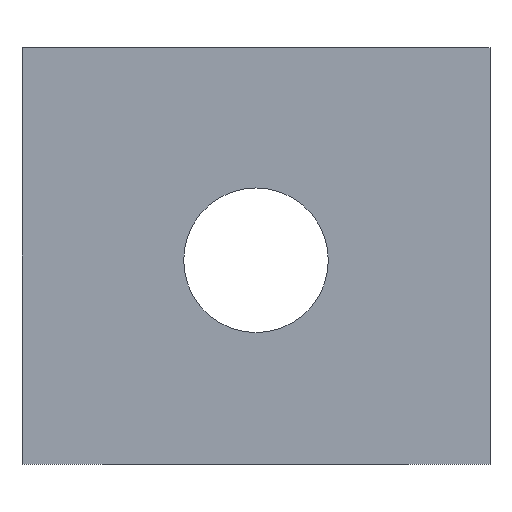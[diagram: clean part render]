
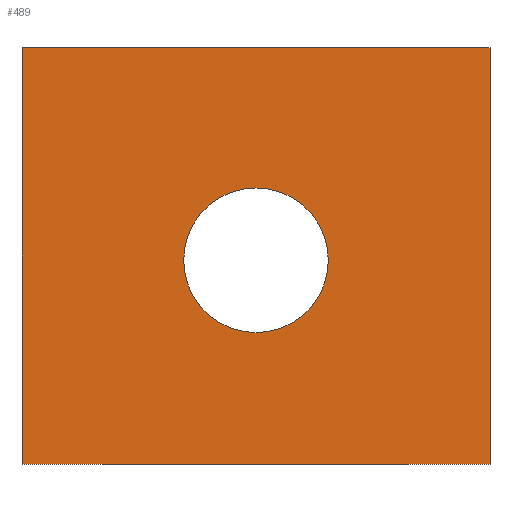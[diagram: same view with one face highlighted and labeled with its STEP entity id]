
A CAD part, front view. The second image highlights one B-rep face of the part: STEP entity #489.
In plain terms, the highlighted planar face has unit normal (0, -1, 0).
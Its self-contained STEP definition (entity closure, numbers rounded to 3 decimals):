
#27=FACE_BOUND('',#91,.T.);
#40=CIRCLE('',#540,1.7);
#59=FACE_OUTER_BOUND('',#90,.T.);
#90=EDGE_LOOP('',(#422,#423,#424,#425));
#91=EDGE_LOOP('',(#426));
#118=LINE('',#729,#172);
#132=LINE('',#772,#186);
#138=LINE('',#784,#192);
#143=LINE('',#795,#197);
#172=VECTOR('',#590,10.);
#186=VECTOR('',#626,10.);
#192=VECTOR('',#636,10.);
#197=VECTOR('',#649,10.);
#222=VERTEX_POINT('',#726);
#223=VERTEX_POINT('',#728);
#240=VERTEX_POINT('',#769);
#241=VERTEX_POINT('',#771);
#250=VERTEX_POINT('',#804);
#273=EDGE_CURVE('',#223,#222,#118,.T.);
#294=EDGE_CURVE('',#241,#240,#132,.T.);
#301=EDGE_CURVE('',#223,#240,#138,.T.);
#307=EDGE_CURVE('',#222,#241,#143,.T.);
#313=EDGE_CURVE('',#250,#250,#40,.T.);
#422=ORIENTED_EDGE('',*,*,#294,.T.);
#423=ORIENTED_EDGE('',*,*,#301,.F.);
#424=ORIENTED_EDGE('',*,*,#273,.T.);
#425=ORIENTED_EDGE('',*,*,#307,.T.);
#426=ORIENTED_EDGE('',*,*,#313,.T.);
#468=PLANE('',#541);
#489=ADVANCED_FACE('',(#59,#27),#468,.T.);
#540=AXIS2_PLACEMENT_3D('',#806,#660,#661);
#541=AXIS2_PLACEMENT_3D('',#807,#662,#663);
#590=DIRECTION('',(1.,0.,0.));
#626=DIRECTION('',(-1.,0.,0.));
#636=DIRECTION('',(0.,0.,1.));
#649=DIRECTION('',(0.,0.,1.));
#660=DIRECTION('center_axis',(0.,1.,0.));
#661=DIRECTION('ref_axis',(-1.,0.,0.));
#662=DIRECTION('center_axis',(0.,-1.,0.));
#663=DIRECTION('ref_axis',(0.,0.,-1.));
#726=CARTESIAN_POINT('',(60.928,-5.922,0.2));
#728=CARTESIAN_POINT('',(49.928,-5.922,0.2));
#729=CARTESIAN_POINT('',(55.428,-5.922,0.2));
#769=CARTESIAN_POINT('',(49.928,-5.922,10.));
#771=CARTESIAN_POINT('',(60.928,-5.922,10.));
#772=CARTESIAN_POINT('',(55.428,-5.922,10.));
#784=CARTESIAN_POINT('',(49.928,-5.922,10.));
#795=CARTESIAN_POINT('',(60.928,-5.922,10.));
#804=CARTESIAN_POINT('',(57.128,-5.922,5.));
#806=CARTESIAN_POINT('Origin',(55.428,-5.922,5.));
#807=CARTESIAN_POINT('Origin',(55.428,-5.922,5.));
